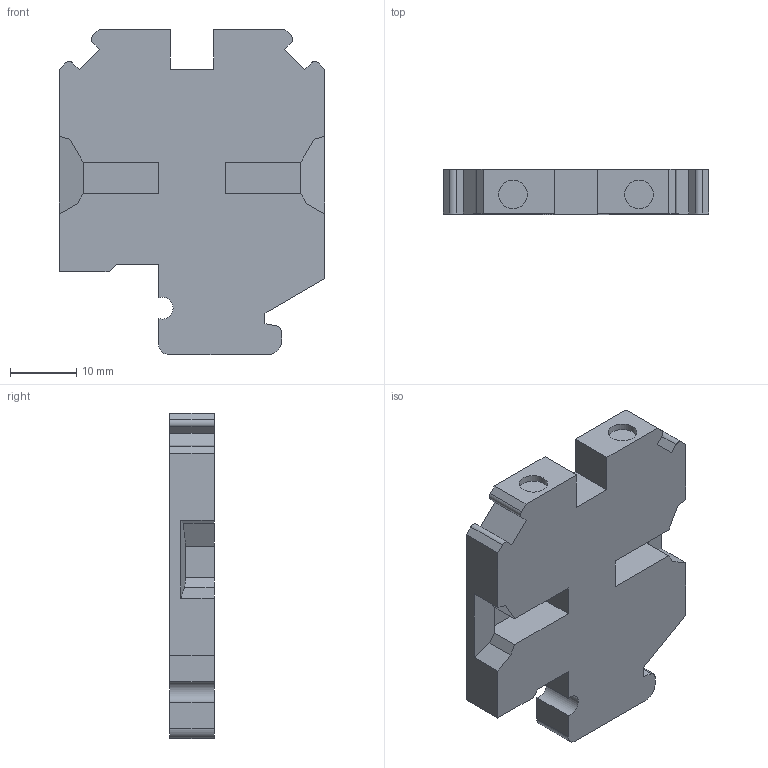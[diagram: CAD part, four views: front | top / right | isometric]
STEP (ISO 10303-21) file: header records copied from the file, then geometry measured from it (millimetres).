
FILE_DESCRIPTION(/* description */ ('Unknown'),/* implementation_level */ '2;1');
FILE_NAME(/* name */ 'CUT4_3D',/* time_stamp */ '2021-04-03T14:09:07+06:00',/* author */ ('Unknown'),/* organization */ ('Unknown'),/* preprocessor_version */ 'ST-DEVELOPER v16.7',/* originating_system */ 'DEX',/* authorisation */ $);
FILE_SCHEMA (('AUTOMOTIVE_DESIGN {1 0 10303 214 3 1 1}'));
Length unit declared in the file: millimetre
Products named in the file (1): CUT4
Bounding box: 40 x 6.7 x 49 mm (x, y, z)
Volume: 9723.8 mm3; surface area: 4823.6 mm2
Topology: 1 solids, 1 shells, 61 faces, 168 edges, 111 vertices
Faces by surface type: plane 51, cylinder 10
Full cylindrical faces by diameter (mm): 4.3 x2
Entity records: 2350 total; most frequent: CARTESIAN_POINT 337, ORIENTED_EDGE 330, DIRECTION 309, EDGE_CURVE 165, LINE 145, VECTOR 145, VERTEX_POINT 110, AXIS2_PLACEMENT_3D 82
